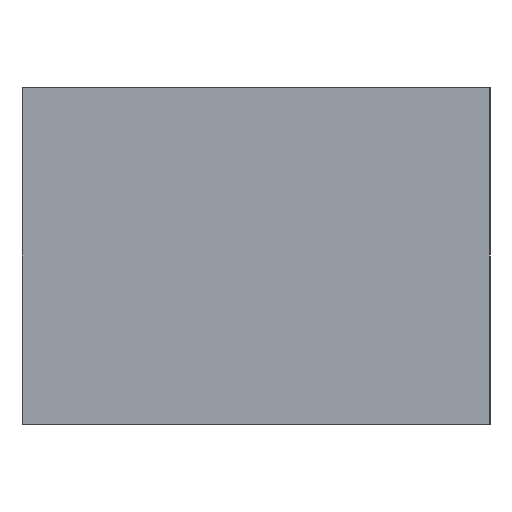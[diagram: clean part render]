
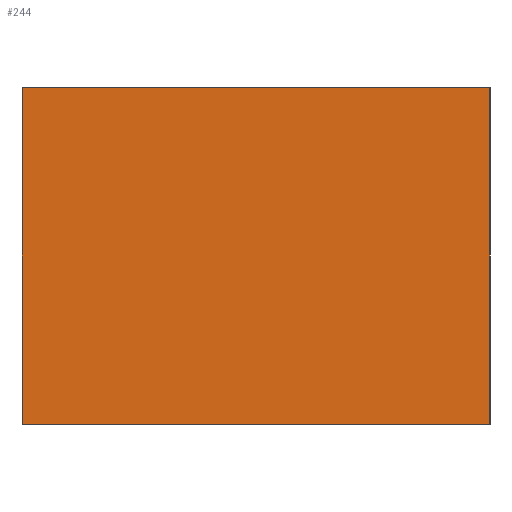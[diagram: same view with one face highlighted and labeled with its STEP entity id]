
A CAD part, left-side view. The second image highlights one B-rep face of the part: STEP entity #244.
In plain terms, the highlighted planar face has unit normal (-1, 0, 0).
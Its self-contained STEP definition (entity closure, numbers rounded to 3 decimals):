
#9 = VERTEX_POINT ( 'NONE', #2386 ) ;
#244 = ADVANCED_FACE ( 'NONE', ( #890 ), #704, .F. ) ;
#353 = CARTESIAN_POINT ( 'NONE',  ( -39.895, 15.984, 0. ) ) ;
#379 = CARTESIAN_POINT ( 'NONE',  ( -39.895, 15.984, 9. ) ) ;
#547 = CARTESIAN_POINT ( 'NONE',  ( -39.895, 15.984, 9. ) ) ;
#635 = VECTOR ( 'NONE', #2901, 1000. ) ;
#655 = EDGE_LOOP ( 'NONE', ( #659, #907, #1470, #1066 ) ) ;
#659 = ORIENTED_EDGE ( 'NONE', *, *, #2723, .T. ) ;
#704 = PLANE ( 'NONE',  #1804 ) ;
#737 = CARTESIAN_POINT ( 'NONE',  ( -39.895, 15.984, 9. ) ) ;
#890 = FACE_OUTER_BOUND ( 'NONE', #655, .T. ) ;
#907 = ORIENTED_EDGE ( 'NONE', *, *, #1359, .F. ) ;
#914 = VERTEX_POINT ( 'NONE', #1881 ) ;
#984 = LINE ( 'NONE', #1466, #3406 ) ;
#1066 = ORIENTED_EDGE ( 'NONE', *, *, #3638, .T. ) ;
#1136 = LINE ( 'NONE', #379, #2726 ) ;
#1359 = EDGE_CURVE ( 'NONE', #2780, #9, #984, .T. ) ;
#1466 = CARTESIAN_POINT ( 'NONE',  ( -39.895, 3.484, 9. ) ) ;
#1470 = ORIENTED_EDGE ( 'NONE', *, *, #3726, .F. ) ;
#1783 = DIRECTION ( 'NONE',  ( 0., 0., -1. ) ) ;
#1804 = AXIS2_PLACEMENT_3D ( 'NONE', #3540, #2819, #2365 ) ;
#1881 = CARTESIAN_POINT ( 'NONE',  ( -39.895, 15.984, 0. ) ) ;
#2013 = DIRECTION ( 'NONE',  ( 0., -1., 0. ) ) ;
#2249 = VERTEX_POINT ( 'NONE', #547 ) ;
#2365 = DIRECTION ( 'NONE',  ( 0., 0., -1. ) ) ;
#2386 = CARTESIAN_POINT ( 'NONE',  ( -39.895, 3.484, 0. ) ) ;
#2723 = EDGE_CURVE ( 'NONE', #914, #9, #2977, .T. ) ;
#2726 = VECTOR ( 'NONE', #3552, 1000. ) ;
#2780 = VERTEX_POINT ( 'NONE', #2940 ) ;
#2819 = DIRECTION ( 'NONE',  ( 1., 0., 0. ) ) ;
#2901 = DIRECTION ( 'NONE',  ( 0., -1., 0. ) ) ;
#2940 = CARTESIAN_POINT ( 'NONE',  ( -39.895, 3.484, 9. ) ) ;
#2977 = LINE ( 'NONE', #353, #635 ) ;
#3364 = LINE ( 'NONE', #737, #4101 ) ;
#3406 = VECTOR ( 'NONE', #1783, 1000. ) ;
#3540 = CARTESIAN_POINT ( 'NONE',  ( -39.895, 15.984, 9. ) ) ;
#3552 = DIRECTION ( 'NONE',  ( 0., 0., -1. ) ) ;
#3638 = EDGE_CURVE ( 'NONE', #2249, #914, #1136, .T. ) ;
#3726 = EDGE_CURVE ( 'NONE', #2249, #2780, #3364, .T. ) ;
#4101 = VECTOR ( 'NONE', #2013, 1000. ) ;
